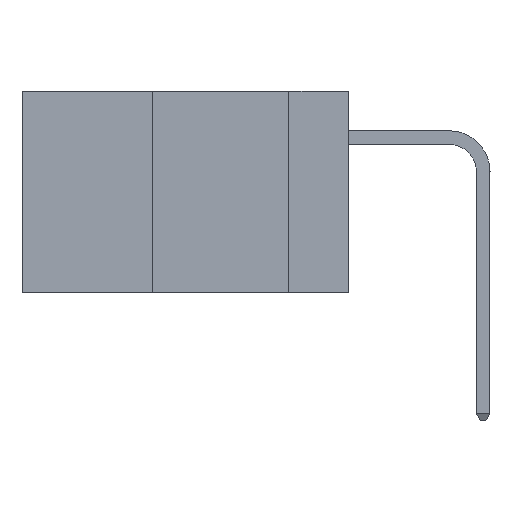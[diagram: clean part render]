
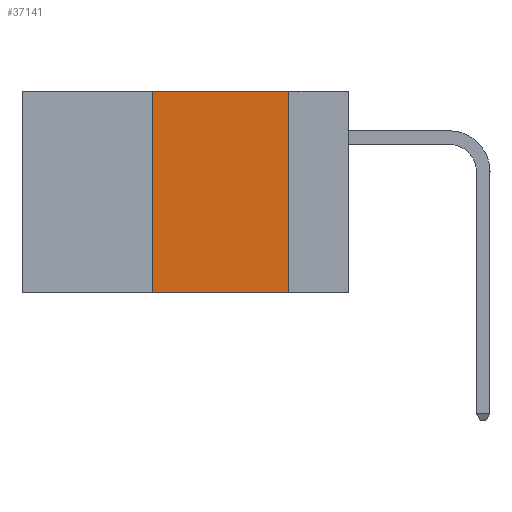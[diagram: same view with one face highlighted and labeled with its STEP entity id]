
A CAD part, left-side view. The second image highlights one B-rep face of the part: STEP entity #37141.
In plain terms, the highlighted planar face has unit normal (-1, 0, 0).
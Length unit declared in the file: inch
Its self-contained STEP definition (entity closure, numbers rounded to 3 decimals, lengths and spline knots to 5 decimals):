
#1343 = CARTESIAN_POINT ( 'NONE',  ( 0., 0.36, 0. ) ) ;
#1410 = VECTOR ( 'NONE', #39056, 39.37008 ) ;
#2121 = LINE ( 'NONE', #1343, #36303 ) ;
#2334 = CARTESIAN_POINT ( 'NONE',  ( 0., 0.11, -0.37 ) ) ;
#2342 = ORIENTED_EDGE ( 'NONE', *, *, #38256, .F. ) ;
#2865 = FACE_OUTER_BOUND ( 'NONE', #5560, .T. ) ;
#3409 = DIRECTION ( 'NONE',  ( 0., 0., -1. ) ) ;
#3483 = ORIENTED_EDGE ( 'NONE', *, *, #38440, .T. ) ;
#3492 = DIRECTION ( 'NONE',  ( 1., 0., 0. ) ) ;
#4278 = DIRECTION ( 'NONE',  ( 0., -1., 0. ) ) ;
#5560 = EDGE_LOOP ( 'NONE', ( #2342, #13865, #42760, #3483 ) ) ;
#7109 = VERTEX_POINT ( 'NONE', #2334 ) ;
#10071 = CARTESIAN_POINT ( 'NONE',  ( 0., 0.6, 0. ) ) ;
#11454 = AXIS2_PLACEMENT_3D ( 'NONE', #10071, #3492, #26641 ) ;
#13865 = ORIENTED_EDGE ( 'NONE', *, *, #24119, .F. ) ;
#16816 = LINE ( 'NONE', #23272, #33314 ) ;
#18339 = VECTOR ( 'NONE', #4278, 39.37008 ) ;
#20834 = CARTESIAN_POINT ( 'NONE',  ( 0., 0.6, -0.37 ) ) ;
#21269 = DIRECTION ( 'NONE',  ( 0., 0., 1. ) ) ;
#23272 = CARTESIAN_POINT ( 'NONE',  ( 0., 0.11, 0. ) ) ;
#24119 = EDGE_CURVE ( 'NONE', #41570, #33203, #29918, .T. ) ;
#24855 = CARTESIAN_POINT ( 'NONE',  ( 0., 0.36, -0.37 ) ) ;
#26641 = DIRECTION ( 'NONE',  ( 0., 0., -1. ) ) ;
#27100 = LINE ( 'NONE', #20834, #18339 ) ;
#29473 = CARTESIAN_POINT ( 'NONE',  ( 0., 0.11, 0. ) ) ;
#29918 = LINE ( 'NONE', #35756, #1410 ) ;
#30214 = EDGE_CURVE ( 'NONE', #33484, #41570, #2121, .T. ) ;
#33146 = CARTESIAN_POINT ( 'NONE',  ( 0., 0.36, 0. ) ) ;
#33203 = VERTEX_POINT ( 'NONE', #29473 ) ;
#33314 = VECTOR ( 'NONE', #3409, 39.37008 ) ;
#33484 = VERTEX_POINT ( 'NONE', #24855 ) ;
#35756 = CARTESIAN_POINT ( 'NONE',  ( 0., 0.6, 0. ) ) ;
#36303 = VECTOR ( 'NONE', #21269, 39.37008 ) ;
#36473 = PLANE ( 'NONE',  #11454 ) ;
#37141 = ADVANCED_FACE ( 'NONE', ( #2865 ), #36473, .F. ) ;
#38256 = EDGE_CURVE ( 'NONE', #33203, #7109, #16816, .T. ) ;
#38440 = EDGE_CURVE ( 'NONE', #33484, #7109, #27100, .T. ) ;
#39056 = DIRECTION ( 'NONE',  ( 0., -1., 0. ) ) ;
#41570 = VERTEX_POINT ( 'NONE', #33146 ) ;
#42760 = ORIENTED_EDGE ( 'NONE', *, *, #30214, .F. ) ;
